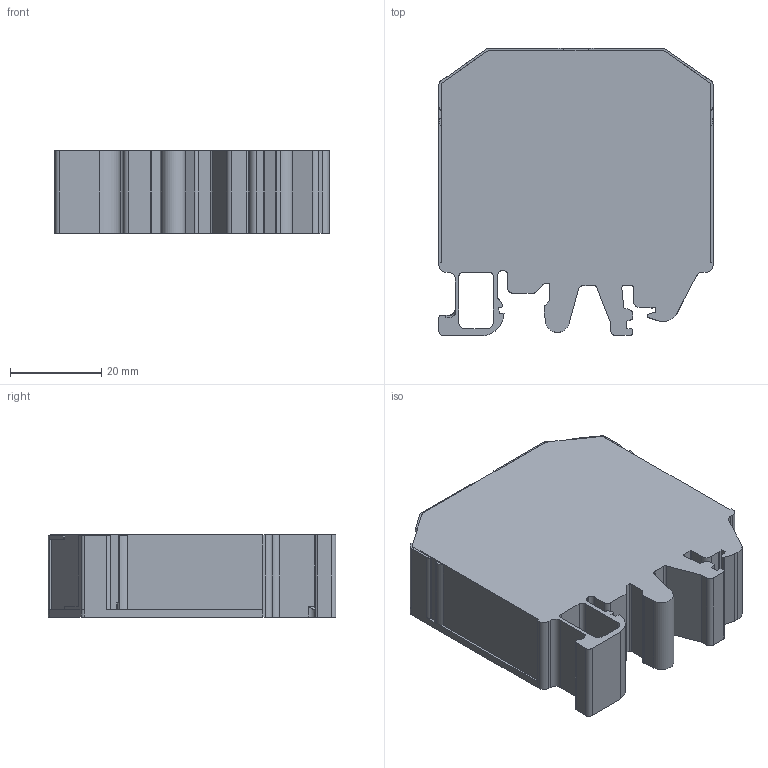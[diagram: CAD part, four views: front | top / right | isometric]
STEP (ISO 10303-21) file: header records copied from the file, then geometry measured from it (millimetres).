
FILE_DESCRIPTION (( 'STEP AP214' ), '1' );
FILE_NAME ('307629_PB 25_M6_Grey.STP', '2014-10-09T11:42:57', ( '' ), ( '' ), 'SwSTEP 2.0', 'SolidWorks 2014', '' );
FILE_SCHEMA (( 'AUTOMOTIVE_DESIGN' ));
Length unit declared in the file: millimetre
Products named in the file (1): 307629_PB 25_M6_Grey
Bounding box: 60 x 63 x 18 mm (x, y, z)
Volume: 57280.2 mm3; surface area: 12705.3 mm2
Topology: 1 solids, 3 shells, 180 faces, 518 edges, 346 vertices
Faces by surface type: plane 109, cylinder 71
Entity records: 7955 total; most frequent: CARTESIAN_POINT 1101, ORIENTED_EDGE 1036, DIRECTION 1005, EDGE_CURVE 518, LINE 365, VECTOR 365, VERTEX_POINT 346, AXIS2_PLACEMENT_3D 320
